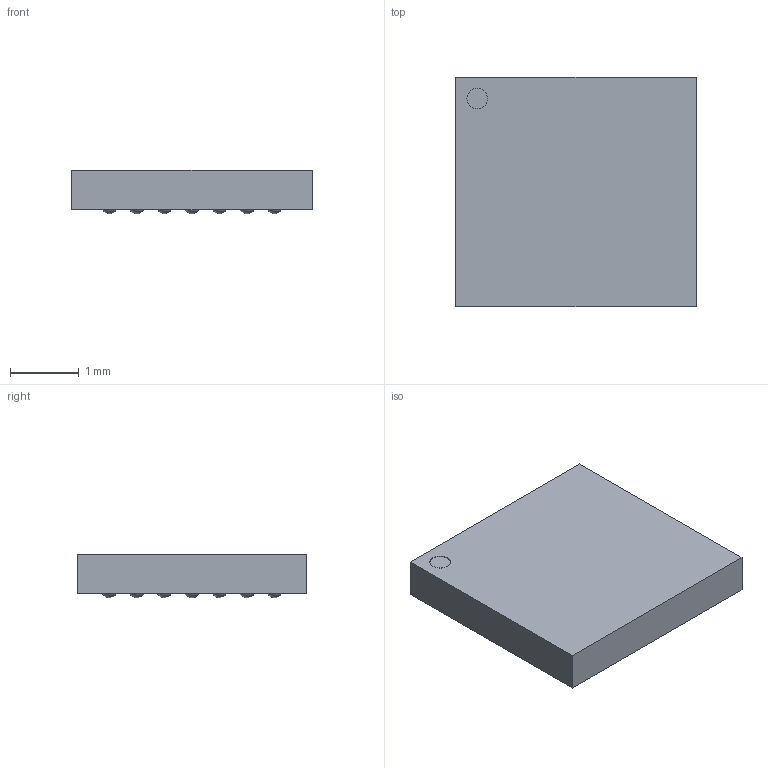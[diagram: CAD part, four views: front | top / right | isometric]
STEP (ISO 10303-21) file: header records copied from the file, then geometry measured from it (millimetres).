
FILE_DESCRIPTION(/* description */ ('model of Texas_DSBGA-49_3.33x3.488mm_Layout7x7_P0.4mm'),/* implementation_level */ '2;1');
FILE_NAME(/* name */ 'Texas_DSBGA-49_3.33x3.488mm_Layout7x7_P0.4mm.step',/* time_stamp */ '2018-10-26T06:31:15',/* author */ ('kicad StepUp','ksu'),/* organization */ ('FreeCAD'),/* preprocessor_version */ 'OCC',/* originating_system */ 'kicad StepUp',/* authorisation */ '');
FILE_SCHEMA(('AUTOMOTIVE_DESIGN { 1 0 10303 214 1 1 1 1 }'));
Length unit declared in the file: millimetre
Products named in the file (1): Texas_DSBGA_49_333x3488mm_Layout7x7_P04mm
Bounding box: 3.49 x 3.33 x 0.63 mm (x, y, z)
Volume: 6.7 mm3; surface area: 31.6 mm2
Topology: 1 solids, 1 shells, 57 faces, 162 edges, 108 vertices
Faces by surface type: sphere 49, plane 7, cylinder 1
Full cylindrical faces by diameter (mm): 0.3 x1
Entity records: 1308 total; most frequent: CARTESIAN_POINT 211, ORIENTED_EDGE 171, AXIS2_PLACEMENT_3D 157, EDGE_CURVE 113, VERTEX_POINT 108, FACE_BOUND 107, EDGE_LOOP 107, CIRCLE 100
